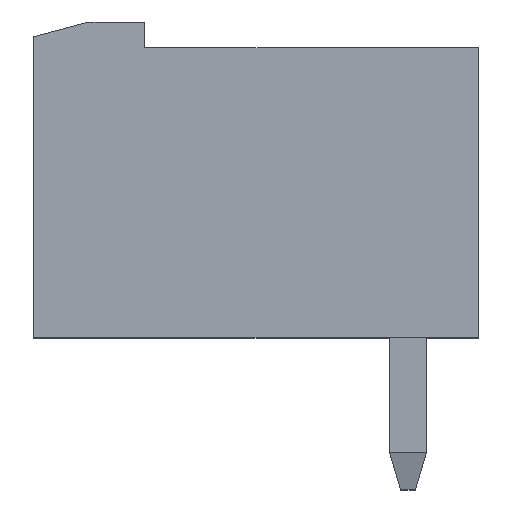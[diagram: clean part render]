
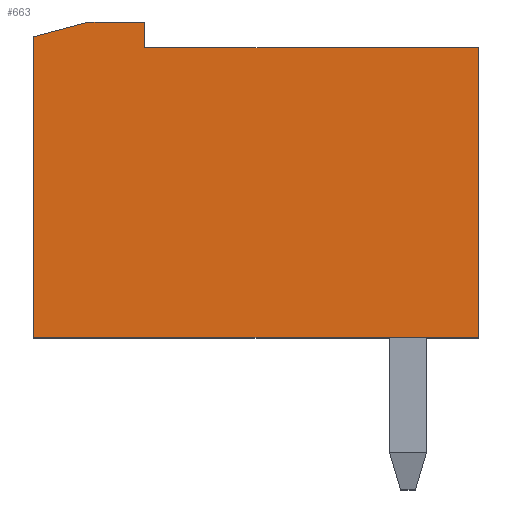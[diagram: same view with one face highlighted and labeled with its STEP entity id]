
A CAD part, top view. The second image highlights one B-rep face of the part: STEP entity #663.
In plain terms, the highlighted planar face has unit normal (0, 0, 1).
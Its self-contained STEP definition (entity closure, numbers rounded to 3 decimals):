
#663 = ADVANCED_FACE( '', ( #1354 ), #1355, .T. );
#1354 = FACE_OUTER_BOUND( '', #2063, .T. );
#1355 = PLANE( '', #2064 );
#2063 = EDGE_LOOP( '', ( #4081, #4082, #4083, #4084, #4085, #4086, #4087 ) );
#2064 = AXIS2_PLACEMENT_3D( '', #4088, #4089, #4090 );
#4081 = ORIENTED_EDGE( '', *, *, #5162, .F. );
#4082 = ORIENTED_EDGE( '', *, *, #4681, .F. );
#4083 = ORIENTED_EDGE( '', *, *, #4958, .T. );
#4084 = ORIENTED_EDGE( '', *, *, #4808, .F. );
#4085 = ORIENTED_EDGE( '', *, *, #4503, .F. );
#4086 = ORIENTED_EDGE( '', *, *, #4887, .F. );
#4087 = ORIENTED_EDGE( '', *, *, #4819, .F. );
#4088 = CARTESIAN_POINT( '', ( 251.533, 211.067, 68.18 ) );
#4089 = DIRECTION( '', ( 0., 0., 1. ) );
#4090 = DIRECTION( '', ( 0., 1., 0. ) );
#4503 = EDGE_CURVE( '', #5493, #5495, #5496, .T. );
#4681 = EDGE_CURVE( '', #5794, #5796, #5797, .T. );
#4808 = EDGE_CURVE( '', #5495, #5981, #5982, .T. );
#4819 = EDGE_CURVE( '', #5996, #5998, #5999, .T. );
#4887 = EDGE_CURVE( '', #5998, #5493, #6094, .T. );
#4958 = EDGE_CURVE( '', #5794, #5981, #6187, .T. );
#5162 = EDGE_CURVE( '', #5796, #5996, #6427, .T. );
#5493 = VERTEX_POINT( '', #6896 );
#5495 = VERTEX_POINT( '', #6899 );
#5496 = LINE( '', #6900, #6901 );
#5794 = VERTEX_POINT( '', #7342 );
#5796 = VERTEX_POINT( '', #7345 );
#5797 = LINE( '', #7346, #7347 );
#5981 = VERTEX_POINT( '', #7625 );
#5982 = LINE( '', #7626, #7627 );
#5996 = VERTEX_POINT( '', #7649 );
#5998 = VERTEX_POINT( '', #7652 );
#5999 = LINE( '', #7653, #7654 );
#6094 = LINE( '', #7795, #7796 );
#6187 = LINE( '', #7936, #7937 );
#6427 = LINE( '', #8317, #8318 );
#6896 = CARTESIAN_POINT( '', ( 246.133, 217.667, 68.18 ) );
#6899 = CARTESIAN_POINT( '', ( 246.133, 216.967, 68.18 ) );
#6900 = CARTESIAN_POINT( '', ( 246.133, 216.967, 68.18 ) );
#6901 = VECTOR( '', #8501, 1000. );
#7342 = CARTESIAN_POINT( '', ( 255.133, 209.167, 68.18 ) );
#7345 = CARTESIAN_POINT( '', ( 243.133, 209.167, 68.18 ) );
#7346 = CARTESIAN_POINT( '', ( 243.133, 209.167, 68.18 ) );
#7347 = VECTOR( '', #8658, 1000. );
#7625 = CARTESIAN_POINT( '', ( 255.133, 216.967, 68.18 ) );
#7626 = CARTESIAN_POINT( '', ( 252.933, 216.967, 68.18 ) );
#7627 = VECTOR( '', #8771, 1000. );
#7649 = CARTESIAN_POINT( '', ( 243.133, 217.267, 68.18 ) );
#7652 = CARTESIAN_POINT( '', ( 244.626, 217.667, 68.18 ) );
#7653 = CARTESIAN_POINT( '', ( 244.999, 217.767, 68.18 ) );
#7654 = VECTOR( '', #8781, 1000. );
#7795 = CARTESIAN_POINT( '', ( 246.133, 217.667, 68.18 ) );
#7796 = VECTOR( '', #8837, 1000. );
#7936 = CARTESIAN_POINT( '', ( 255.133, 216.267, 68.18 ) );
#7937 = VECTOR( '', #8891, 1000. );
#8317 = CARTESIAN_POINT( '', ( 243.133, 217.167, 68.18 ) );
#8318 = VECTOR( '', #9033, 1000. );
#8501 = DIRECTION( '', ( 0., -1., 0. ) );
#8658 = DIRECTION( '', ( -1., 0., 0. ) );
#8771 = DIRECTION( '', ( 1., 0., 0. ) );
#8781 = DIRECTION( '', ( 0.966, 0.259, 0. ) );
#8837 = DIRECTION( '', ( 1., 0., 0. ) );
#8891 = DIRECTION( '', ( 0., 1., 0. ) );
#9033 = DIRECTION( '', ( 0., 1., 0. ) );
